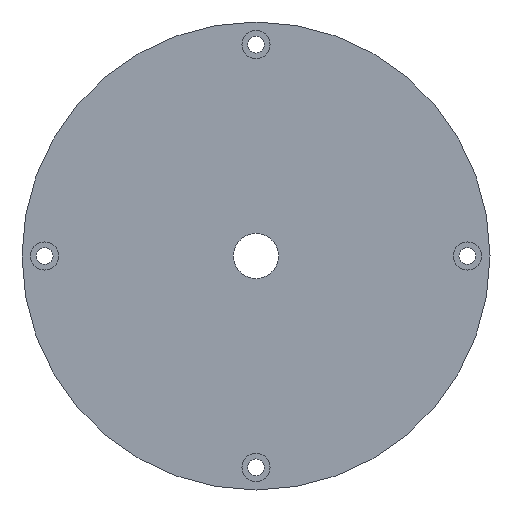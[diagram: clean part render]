
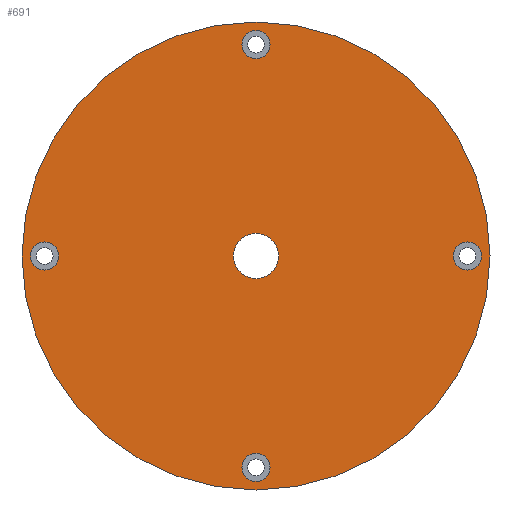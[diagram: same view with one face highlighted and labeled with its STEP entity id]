
A CAD part, front view. The second image highlights one B-rep face of the part: STEP entity #691.
In plain terms, the highlighted planar face has unit normal (0, -1, 0).
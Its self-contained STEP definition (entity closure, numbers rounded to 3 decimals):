
#26=FACE_BOUND('',#138,.T.);
#27=FACE_BOUND('',#139,.T.);
#28=FACE_BOUND('',#140,.T.);
#29=FACE_BOUND('',#141,.T.);
#30=FACE_BOUND('',#142,.T.);
#49=PLANE('',#786);
#86=FACE_OUTER_BOUND('',#137,.T.);
#137=EDGE_LOOP('',(#611));
#138=EDGE_LOOP('',(#612));
#139=EDGE_LOOP('',(#613));
#140=EDGE_LOOP('',(#614));
#141=EDGE_LOOP('',(#615));
#142=EDGE_LOOP('',(#616));
#276=CIRCLE('',#757,2.5);
#279=CIRCLE('',#762,2.5);
#287=CIRCLE('',#787,41.5);
#288=CIRCLE('',#788,2.5);
#289=CIRCLE('',#789,2.5);
#290=CIRCLE('',#790,4.);
#332=VERTEX_POINT('',#1132);
#335=VERTEX_POINT('',#1141);
#347=VERTEX_POINT('',#1197);
#348=VERTEX_POINT('',#1199);
#349=VERTEX_POINT('',#1201);
#350=VERTEX_POINT('',#1203);
#406=EDGE_CURVE('',#332,#332,#276,.T.);
#410=EDGE_CURVE('',#335,#335,#279,.T.);
#437=EDGE_CURVE('',#347,#347,#287,.T.);
#438=EDGE_CURVE('',#348,#348,#288,.T.);
#439=EDGE_CURVE('',#349,#349,#289,.T.);
#440=EDGE_CURVE('',#350,#350,#290,.T.);
#611=ORIENTED_EDGE('',*,*,#437,.F.);
#612=ORIENTED_EDGE('',*,*,#406,.T.);
#613=ORIENTED_EDGE('',*,*,#410,.T.);
#614=ORIENTED_EDGE('',*,*,#438,.F.);
#615=ORIENTED_EDGE('',*,*,#439,.F.);
#616=ORIENTED_EDGE('',*,*,#440,.F.);
#691=ADVANCED_FACE('',(#86,#26,#27,#28,#29,#30),#49,.F.);
#757=AXIS2_PLACEMENT_3D('',#1133,#917,#918);
#762=AXIS2_PLACEMENT_3D('',#1142,#928,#929);
#786=AXIS2_PLACEMENT_3D('',#1196,#995,#996);
#787=AXIS2_PLACEMENT_3D('',#1198,#997,#998);
#788=AXIS2_PLACEMENT_3D('',#1200,#999,#1000);
#789=AXIS2_PLACEMENT_3D('',#1202,#1001,#1002);
#790=AXIS2_PLACEMENT_3D('',#1204,#1003,#1004);
#917=DIRECTION('center_axis',(0.,1.,0.));
#918=DIRECTION('ref_axis',(1.,0.,0.));
#928=DIRECTION('center_axis',(0.,1.,0.));
#929=DIRECTION('ref_axis',(0.,0.,-1.));
#995=DIRECTION('center_axis',(0.,1.,0.));
#996=DIRECTION('ref_axis',(1.,0.,0.));
#997=DIRECTION('center_axis',(0.,1.,0.));
#998=DIRECTION('ref_axis',(1.,0.,0.));
#999=DIRECTION('center_axis',(0.,-1.,0.));
#1000=DIRECTION('ref_axis',(0.,0.,1.));
#1001=DIRECTION('center_axis',(0.,-1.,0.));
#1002=DIRECTION('ref_axis',(-1.,0.,0.));
#1003=DIRECTION('center_axis',(0.,-1.,0.));
#1004=DIRECTION('ref_axis',(1.,0.,0.));
#1132=CARTESIAN_POINT('',(35.,0.,0.));
#1133=CARTESIAN_POINT('Origin',(37.5,0.,0.));
#1141=CARTESIAN_POINT('',(0.,0.,-35.));
#1142=CARTESIAN_POINT('Origin',(0.,0.,-37.5));
#1196=CARTESIAN_POINT('Origin',(0.,0.,0.));
#1197=CARTESIAN_POINT('',(-41.5,0.,0.));
#1198=CARTESIAN_POINT('Origin',(0.,0.,0.));
#1199=CARTESIAN_POINT('',(0.,0.,35.));
#1200=CARTESIAN_POINT('Origin',(0.,0.,37.5));
#1201=CARTESIAN_POINT('',(-35.,0.,0.));
#1202=CARTESIAN_POINT('Origin',(-37.5,0.,0.));
#1203=CARTESIAN_POINT('',(-4.,0.,0.));
#1204=CARTESIAN_POINT('Origin',(0.,0.,0.));
